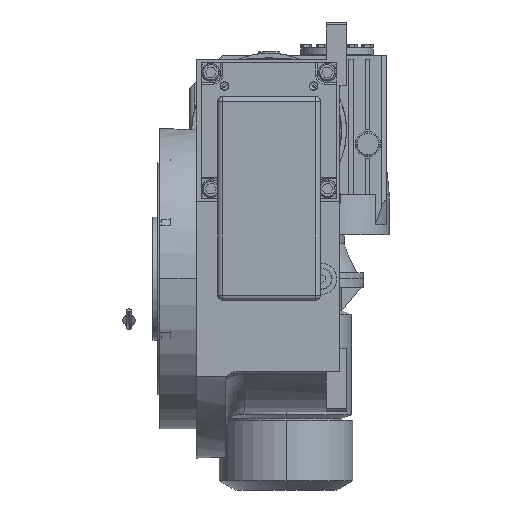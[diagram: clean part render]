
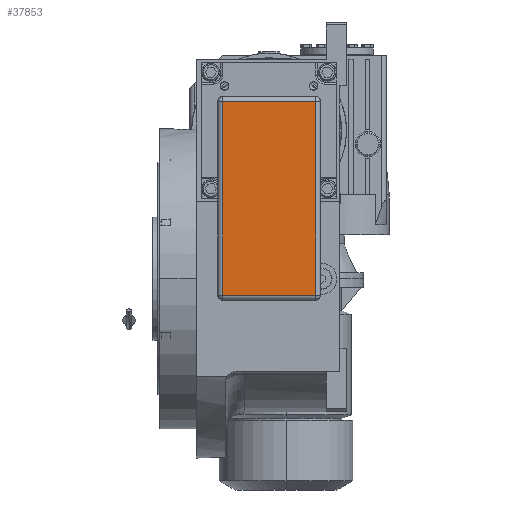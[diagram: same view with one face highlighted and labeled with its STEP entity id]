
A CAD part, left-side view. The second image highlights one B-rep face of the part: STEP entity #37853.
In plain terms, the highlighted face is planar.
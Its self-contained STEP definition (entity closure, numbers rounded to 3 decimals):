
#428 = VECTOR ( 'NONE', #988, 1000. ) ;
#988 = DIRECTION ( 'NONE',  ( 0., 0., -1. ) ) ;
#2534 = EDGE_CURVE ( 'NONE', #109671, #75052, #56345, .T. ) ;
#4811 = DIRECTION ( 'NONE',  ( 0., 1., 0. ) ) ;
#9695 = CARTESIAN_POINT ( 'NONE',  ( -110., 115., -48. ) ) ;
#12632 = EDGE_LOOP ( 'NONE', ( #26110, #16664, #40030, #102407 ) ) ;
#16664 = ORIENTED_EDGE ( 'NONE', *, *, #89844, .T. ) ;
#25246 = LINE ( 'NONE', #104696, #31067 ) ;
#26110 = ORIENTED_EDGE ( 'NONE', *, *, #82080, .T. ) ;
#29215 = VECTOR ( 'NONE', #82840, 1000. ) ;
#31067 = VECTOR ( 'NONE', #105269, 1000. ) ;
#36191 = DIRECTION ( 'NONE',  ( -1., 0., 0. ) ) ;
#37853 = ADVANCED_FACE ( 'NONE', ( #103084 ), #85400, .T. ) ;
#38940 = VECTOR ( 'NONE', #36191, 1000. ) ;
#40030 = ORIENTED_EDGE ( 'NONE', *, *, #70770, .T. ) ;
#46942 = CARTESIAN_POINT ( 'NONE',  ( 90., 115., 48. ) ) ;
#53806 = LINE ( 'NONE', #9695, #38940 ) ;
#56345 = LINE ( 'NONE', #46942, #29215 ) ;
#59214 = CARTESIAN_POINT ( 'NONE',  ( 90., 115., -48. ) ) ;
#59471 = DIRECTION ( 'NONE',  ( 1., 0., 0. ) ) ;
#63972 = CARTESIAN_POINT ( 'NONE',  ( -110., 115., 48. ) ) ;
#70770 = EDGE_CURVE ( 'NONE', #106135, #109671, #25246, .T. ) ;
#74509 = AXIS2_PLACEMENT_3D ( 'NONE', #104234, #4811, #59471 ) ;
#75052 = VERTEX_POINT ( 'NONE', #95061 ) ;
#75905 = CARTESIAN_POINT ( 'NONE',  ( -110., 115., -48. ) ) ;
#79521 = VERTEX_POINT ( 'NONE', #59214 ) ;
#81580 = CARTESIAN_POINT ( 'NONE',  ( 90., 115., -48. ) ) ;
#82080 = EDGE_CURVE ( 'NONE', #75052, #79521, #90411, .T. ) ;
#82840 = DIRECTION ( 'NONE',  ( 1., 0., 0. ) ) ;
#85400 = PLANE ( 'NONE',  #74509 ) ;
#89844 = EDGE_CURVE ( 'NONE', #79521, #106135, #53806, .T. ) ;
#90411 = LINE ( 'NONE', #81580, #428 ) ;
#95061 = CARTESIAN_POINT ( 'NONE',  ( 90., 115., 48. ) ) ;
#102407 = ORIENTED_EDGE ( 'NONE', *, *, #2534, .T. ) ;
#103084 = FACE_OUTER_BOUND ( 'NONE', #12632, .T. ) ;
#104234 = CARTESIAN_POINT ( 'NONE',  ( 95., 115., 53. ) ) ;
#104696 = CARTESIAN_POINT ( 'NONE',  ( -110., 115., 48. ) ) ;
#105269 = DIRECTION ( 'NONE',  ( 0., 0., 1. ) ) ;
#106135 = VERTEX_POINT ( 'NONE', #75905 ) ;
#109671 = VERTEX_POINT ( 'NONE', #63972 ) ;
